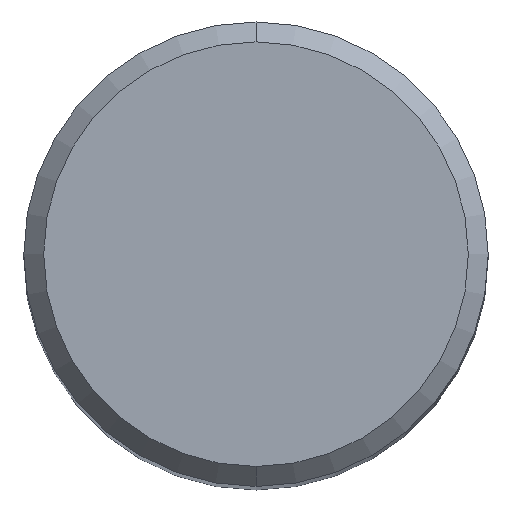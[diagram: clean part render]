
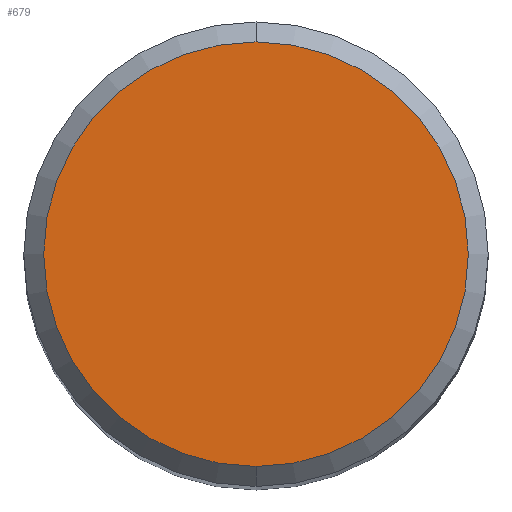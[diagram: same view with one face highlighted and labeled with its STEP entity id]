
A CAD part, top view. The second image highlights one B-rep face of the part: STEP entity #679.
In plain terms, the highlighted planar face has unit normal (0, 0, 1).
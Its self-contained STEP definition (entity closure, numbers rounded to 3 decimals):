
#529=VERTEX_POINT('',#1117);
#637=EDGE_CURVE('',#787,#529,#1238,.T.);
#679=ADVANCED_FACE('',(#1286),#1287,.T.);
#743=EDGE_CURVE('',#529,#787,#1357,.T.);
#787=VERTEX_POINT('',#1406);
#1117=CARTESIAN_POINT('',(0.,-6.4,0.0));
#1238=CIRCLE('',#5261,6.4);
#1286=FACE_OUTER_BOUND('',#5454,.T.);
#1287=PLANE('',#5455);
#1357=CIRCLE('',#5586,6.4);
#1406=CARTESIAN_POINT('',(0.0,6.4,0.0));
#5261=AXIS2_PLACEMENT_3D('',#6391,#6392,#6393);
#5454=EDGE_LOOP('',(#6471,#6472));
#5455=AXIS2_PLACEMENT_3D('',#6473,#6474,#6475);
#5586=AXIS2_PLACEMENT_3D('',#6546,#6547,#6548);
#6391=CARTESIAN_POINT('',(0.0,0.0,0.0));
#6392=DIRECTION('',(0.0,0.0,-1.0));
#6393=DIRECTION('',(0.0,1.0,0.0));
#6471=ORIENTED_EDGE('',*,*,#637,.F.);
#6472=ORIENTED_EDGE('',*,*,#743,.F.);
#6473=CARTESIAN_POINT('',(0.0,3.2,0.0));
#6474=DIRECTION('',(-0.0,0.0,1.0));
#6475=DIRECTION('',(0.0,-1.0,0.0));
#6546=CARTESIAN_POINT('',(0.0,0.0,0.0));
#6547=DIRECTION('',(0.0,0.0,-1.0));
#6548=DIRECTION('',(0.0,1.0,0.0));
